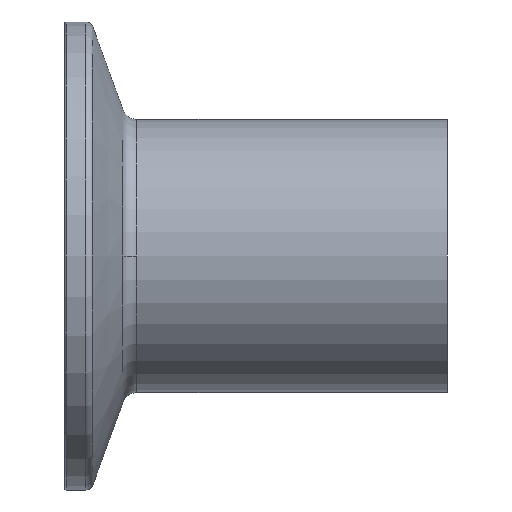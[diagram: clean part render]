
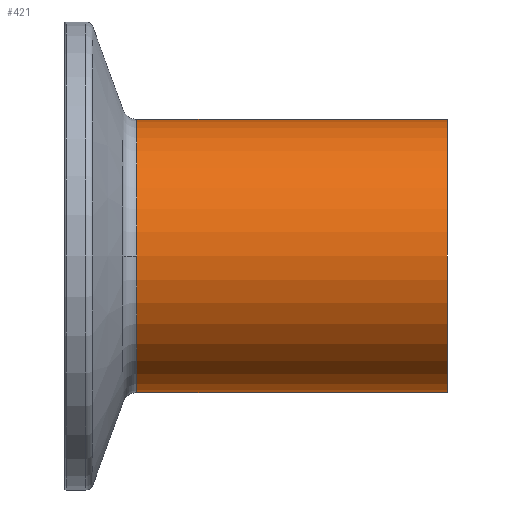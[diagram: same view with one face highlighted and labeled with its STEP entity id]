
A CAD part, front view. The second image highlights one B-rep face of the part: STEP entity #421.
In plain terms, the highlighted cylindrical face has radius 14.73 mm (diameter 29.46 mm), a partial arc.
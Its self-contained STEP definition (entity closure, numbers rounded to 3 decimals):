
#37 = AXIS2_PLACEMENT_3D ( 'NONE', #56, #111, #734 ) ;
#56 = CARTESIAN_POINT ( 'NONE',  ( 41.3, 0., 0. ) ) ;
#60 = EDGE_CURVE ( 'NONE', #694, #646, #431, .T. ) ;
#75 = FACE_OUTER_BOUND ( 'NONE', #180, .T. ) ;
#106 = ORIENTED_EDGE ( 'NONE', *, *, #625, .F. ) ;
#111 = DIRECTION ( 'NONE',  ( -1., 0., 0. ) ) ;
#148 = VERTEX_POINT ( 'NONE', #568 ) ;
#180 = EDGE_LOOP ( 'NONE', ( #423, #485, #500, #106, #684 ) ) ;
#194 = DIRECTION ( 'NONE',  ( -1., 0., 0. ) ) ;
#245 = AXIS2_PLACEMENT_3D ( 'NONE', #584, #281, #522 ) ;
#258 = CARTESIAN_POINT ( 'NONE',  ( 0., 0., 0. ) ) ;
#281 = DIRECTION ( 'NONE',  ( -1., 0., 0. ) ) ;
#301 = VERTEX_POINT ( 'NONE', #341 ) ;
#303 = DIRECTION ( 'NONE',  ( -1., 0., 0. ) ) ;
#304 = CARTESIAN_POINT ( 'NONE',  ( 0., 0., -14.73 ) ) ;
#316 = VERTEX_POINT ( 'NONE', #774 ) ;
#327 = CYLINDRICAL_SURFACE ( 'NONE', #347, 14.73 ) ;
#339 = EDGE_CURVE ( 'NONE', #646, #148, #370, .T. ) ;
#341 = CARTESIAN_POINT ( 'NONE',  ( 7.799, 0., 14.73 ) ) ;
#347 = AXIS2_PLACEMENT_3D ( 'NONE', #258, #194, #570 ) ;
#361 = CARTESIAN_POINT ( 'NONE',  ( 7.799, 0., -14.73 ) ) ;
#370 = CIRCLE ( 'NONE', #245, 14.73 ) ;
#409 = CARTESIAN_POINT ( 'NONE',  ( 41.3, 0., -14.73 ) ) ;
#421 = ADVANCED_FACE ( 'NONE', ( #75 ), #327, .T. ) ;
#423 = ORIENTED_EDGE ( 'NONE', *, *, #60, .F. ) ;
#424 = CARTESIAN_POINT ( 'NONE',  ( 7.799, 0., 0. ) ) ;
#430 = CARTESIAN_POINT ( 'NONE',  ( 0., 0., 14.73 ) ) ;
#431 = LINE ( 'NONE', #304, #495 ) ;
#438 = CIRCLE ( 'NONE', #37, 14.73 ) ;
#485 = ORIENTED_EDGE ( 'NONE', *, *, #727, .T. ) ;
#495 = VECTOR ( 'NONE', #611, 1000. ) ;
#500 = ORIENTED_EDGE ( 'NONE', *, *, #692, .T. ) ;
#522 = DIRECTION ( 'NONE',  ( 0., -1., 0. ) ) ;
#539 = LINE ( 'NONE', #430, #606 ) ;
#568 = CARTESIAN_POINT ( 'NONE',  ( 7.799, -14.73, 0. ) ) ;
#570 = DIRECTION ( 'NONE',  ( 0., 0., 1. ) ) ;
#584 = CARTESIAN_POINT ( 'NONE',  ( 7.799, 0., 0. ) ) ;
#606 = VECTOR ( 'NONE', #303, 1000. ) ;
#610 = DIRECTION ( 'NONE',  ( 0., -1., 0. ) ) ;
#611 = DIRECTION ( 'NONE',  ( -1., 0., 0. ) ) ;
#625 = EDGE_CURVE ( 'NONE', #148, #301, #790, .T. ) ;
#646 = VERTEX_POINT ( 'NONE', #361 ) ;
#666 = DIRECTION ( 'NONE',  ( -1., 0., 0. ) ) ;
#684 = ORIENTED_EDGE ( 'NONE', *, *, #339, .F. ) ;
#692 = EDGE_CURVE ( 'NONE', #316, #301, #539, .T. ) ;
#694 = VERTEX_POINT ( 'NONE', #409 ) ;
#727 = EDGE_CURVE ( 'NONE', #694, #316, #438, .T. ) ;
#734 = DIRECTION ( 'NONE',  ( 0., 0., 1. ) ) ;
#744 = AXIS2_PLACEMENT_3D ( 'NONE', #424, #666, #610 ) ;
#774 = CARTESIAN_POINT ( 'NONE',  ( 41.3, 0., 14.73 ) ) ;
#790 = CIRCLE ( 'NONE', #744, 14.73 ) ;
